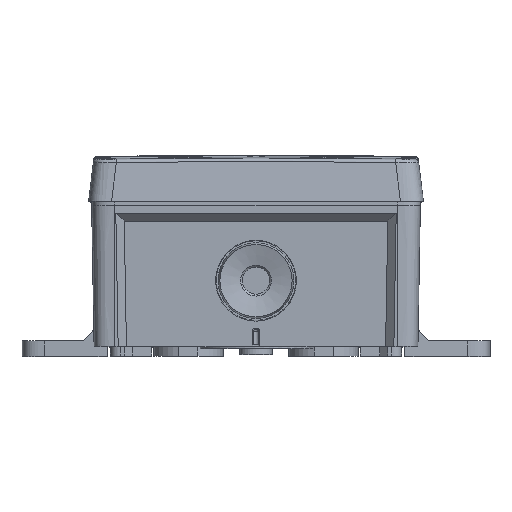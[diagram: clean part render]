
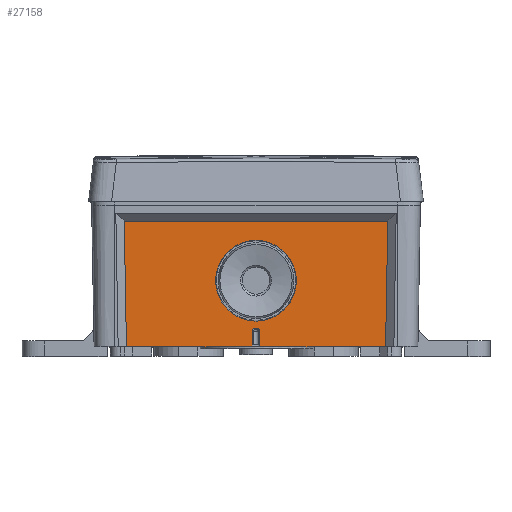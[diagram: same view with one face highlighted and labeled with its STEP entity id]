
A CAD part, top view. The second image highlights one B-rep face of the part: STEP entity #27158.
In plain terms, the highlighted planar face has unit normal (0, -0.018, 1).
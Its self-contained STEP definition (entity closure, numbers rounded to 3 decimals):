
#5762=B_SPLINE_CURVE_WITH_KNOTS('',3,(#43984,#43985,#43986,#43987,#43988,
#43989),.UNSPECIFIED.,.F.,.F.,(4,1,1,4),(0.,0.333,0.667,
1.),.UNSPECIFIED.);
#5763=B_SPLINE_CURVE_WITH_KNOTS('',3,(#43991,#43992,#43993,#43994,#43995,
#43996,#43997,#43998,#43999),.UNSPECIFIED.,.F.,.F.,(4,1,1,1,1,1,4),(0.,
0.25,0.375,0.5,0.625,0.75,1.),.UNSPECIFIED.);
#5764=B_SPLINE_CURVE_WITH_KNOTS('',3,(#44001,#44002,#44003,#44004,#44005,
#44006),.UNSPECIFIED.,.F.,.F.,(4,1,1,4),(0.,0.333,0.667,
1.),.UNSPECIFIED.);
#6971=CIRCLE('',#28937,10.433);
#10669=ORIENTED_EDGE('',*,*,#14157,.T.);
#10670=ORIENTED_EDGE('',*,*,#15671,.T.);
#10671=ORIENTED_EDGE('',*,*,#15676,.F.);
#10672=ORIENTED_EDGE('',*,*,#15677,.F.);
#10673=ORIENTED_EDGE('',*,*,#14163,.T.);
#10674=ORIENTED_EDGE('',*,*,#15678,.T.);
#10675=ORIENTED_EDGE('',*,*,#15679,.T.);
#10676=ORIENTED_EDGE('',*,*,#15680,.T.);
#10677=ORIENTED_EDGE('',*,*,#15681,.T.);
#10678=ORIENTED_EDGE('',*,*,#15682,.T.);
#10679=ORIENTED_EDGE('',*,*,#15683,.T.);
#10680=ORIENTED_EDGE('',*,*,#15684,.F.);
#10681=ORIENTED_EDGE('',*,*,#15685,.F.);
#14157=EDGE_CURVE('',#17391,#17390,#19545,.T.);
#14163=EDGE_CURVE('',#17397,#17396,#19549,.T.);
#15671=EDGE_CURVE('',#17390,#18419,#20377,.T.);
#15676=EDGE_CURVE('',#18422,#18419,#20382,.T.);
#15677=EDGE_CURVE('',#17397,#18422,#20383,.T.);
#15678=EDGE_CURVE('',#17396,#18423,#20384,.T.);
#15679=EDGE_CURVE('',#18423,#18424,#20385,.T.);
#15680=EDGE_CURVE('',#18424,#18425,#5762,.T.);
#15681=EDGE_CURVE('',#18425,#18426,#5763,.T.);
#15682=EDGE_CURVE('',#18426,#18427,#5764,.T.);
#15683=EDGE_CURVE('',#18427,#18428,#20386,.T.);
#15684=EDGE_CURVE('',#17391,#18428,#20387,.T.);
#15685=EDGE_CURVE('',#18429,#18429,#6971,.T.);
#17390=VERTEX_POINT('',#36654);
#17391=VERTEX_POINT('',#36656);
#17396=VERTEX_POINT('',#36666);
#17397=VERTEX_POINT('',#36668);
#18419=VERTEX_POINT('',#43968);
#18422=VERTEX_POINT('',#43976);
#18423=VERTEX_POINT('',#43981);
#18424=VERTEX_POINT('',#43983);
#18425=VERTEX_POINT('',#43990);
#18426=VERTEX_POINT('',#44000);
#18427=VERTEX_POINT('',#44007);
#18428=VERTEX_POINT('',#44009);
#18429=VERTEX_POINT('',#44012);
#19545=LINE('',#36655,#21294);
#19549=LINE('',#36667,#21298);
#20377=LINE('',#43967,#22126);
#20382=LINE('',#43977,#22131);
#20383=LINE('',#43979,#22132);
#20384=LINE('',#43980,#22133);
#20385=LINE('',#43982,#22134);
#20386=LINE('',#44008,#22135);
#20387=LINE('',#44010,#22136);
#21294=VECTOR('',#30304,1000.);
#21298=VECTOR('',#30312,1000.);
#22126=VECTOR('',#33110,1000.);
#22131=VECTOR('',#33117,1000.);
#22132=VECTOR('',#33120,1000.);
#22133=VECTOR('',#33121,1000.);
#22134=VECTOR('',#33122,1000.);
#22135=VECTOR('',#33123,1000.);
#22136=VECTOR('',#33124,1000.);
#23641=EDGE_LOOP('',(#10669,#10670,#10671,#10672,#10673,#10674,#10675,#10676,
#10677,#10678,#10679,#10680));
#23642=EDGE_LOOP('',(#10681));
#25130=FACE_BOUND('',#23641,.T.);
#25131=FACE_BOUND('',#23642,.T.);
#26195=PLANE('',#28936);
#27158=ADVANCED_FACE('',(#25130,#25131),#26195,.T.);
#28936=AXIS2_PLACEMENT_3D('',#43978,#33118,#33119);
#28937=AXIS2_PLACEMENT_3D('',#44011,#33125,#33126);
#30304=DIRECTION('',(1.,0.,0.));
#30312=DIRECTION('',(1.,0.,0.));
#33110=DIRECTION('',(0.017,1.,0.017));
#33117=DIRECTION('',(1.,0.,0.));
#33118=DIRECTION('',(0.,-0.017,1.));
#33119=DIRECTION('',(1.,0.,0.));
#33120=DIRECTION('',(-0.017,1.,0.017));
#33121=DIRECTION('',(-0.009,1.,0.017));
#33122=DIRECTION('',(1.,0.,0.));
#33123=DIRECTION('',(1.,0.,0.));
#33124=DIRECTION('',(0.009,1.,0.017));
#33125=DIRECTION('',(0.,-0.017,1.));
#33126=DIRECTION('',(0.,-1.,-0.017));
#36654=CARTESIAN_POINT('',(33.501,-0.5,39.723));
#36655=CARTESIAN_POINT('',(-42.7,-0.5,39.723));
#36656=CARTESIAN_POINT('',(0.946,-0.5,39.723));
#36666=CARTESIAN_POINT('',(-0.946,-0.5,39.723));
#36667=CARTESIAN_POINT('',(-42.7,-0.5,39.723));
#36668=CARTESIAN_POINT('',(-33.501,-0.5,39.723));
#43967=CARTESIAN_POINT('',(33.501,-0.5,39.723));
#43968=CARTESIAN_POINT('',(34.067,31.939,40.289));
#43976=CARTESIAN_POINT('',(-34.067,31.939,40.289));
#43977=CARTESIAN_POINT('',(-34.067,31.939,40.289));
#43978=CARTESIAN_POINT('',(-42.7,44.,40.5));
#43979=CARTESIAN_POINT('',(-33.501,-0.5,39.723));
#43980=CARTESIAN_POINT('',(-1.337,44.361,40.506));
#43981=CARTESIAN_POINT('',(-0.95,0.,39.732));
#43982=CARTESIAN_POINT('',(-42.7,0.,39.732));
#43983=CARTESIAN_POINT('',(-0.924,0.,39.732));
#43984=CARTESIAN_POINT('',(-0.924,0.,39.732));
#43985=CARTESIAN_POINT('',(-0.928,0.381,39.739));
#43986=CARTESIAN_POINT('',(-0.935,1.143,39.752));
#43987=CARTESIAN_POINT('',(-0.945,2.291,39.772));
#43988=CARTESIAN_POINT('',(-0.951,3.06,39.785));
#43989=CARTESIAN_POINT('',(-0.954,3.445,39.792));
#43990=CARTESIAN_POINT('',(-0.954,3.445,39.792));
#43991=CARTESIAN_POINT('',(-0.954,3.445,39.792));
#43992=CARTESIAN_POINT('',(-0.956,3.661,39.796));
#43993=CARTESIAN_POINT('',(-0.819,3.976,39.801));
#43994=CARTESIAN_POINT('',(-0.427,4.221,39.806));
#43995=CARTESIAN_POINT('',(-0.003,4.287,39.807));
#43996=CARTESIAN_POINT('',(0.424,4.223,39.806));
#43997=CARTESIAN_POINT('',(0.816,3.978,39.801));
#43998=CARTESIAN_POINT('',(0.956,3.665,39.796));
#43999=CARTESIAN_POINT('',(0.954,3.445,39.792));
#44000=CARTESIAN_POINT('',(0.954,3.445,39.792));
#44001=CARTESIAN_POINT('',(0.954,3.445,39.792));
#44002=CARTESIAN_POINT('',(0.951,3.06,39.785));
#44003=CARTESIAN_POINT('',(0.945,2.291,39.772));
#44004=CARTESIAN_POINT('',(0.935,1.143,39.752));
#44005=CARTESIAN_POINT('',(0.928,0.381,39.739));
#44006=CARTESIAN_POINT('',(0.924,0.,39.732));
#44007=CARTESIAN_POINT('',(0.924,0.,39.732));
#44008=CARTESIAN_POINT('',(-42.7,0.,39.732));
#44009=CARTESIAN_POINT('',(0.95,0.,39.732));
#44010=CARTESIAN_POINT('',(0.938,-1.4,39.708));
#44011=CARTESIAN_POINT('',(0.,16.5,40.02));
#44012=CARTESIAN_POINT('',(0.,6.068,39.838));
